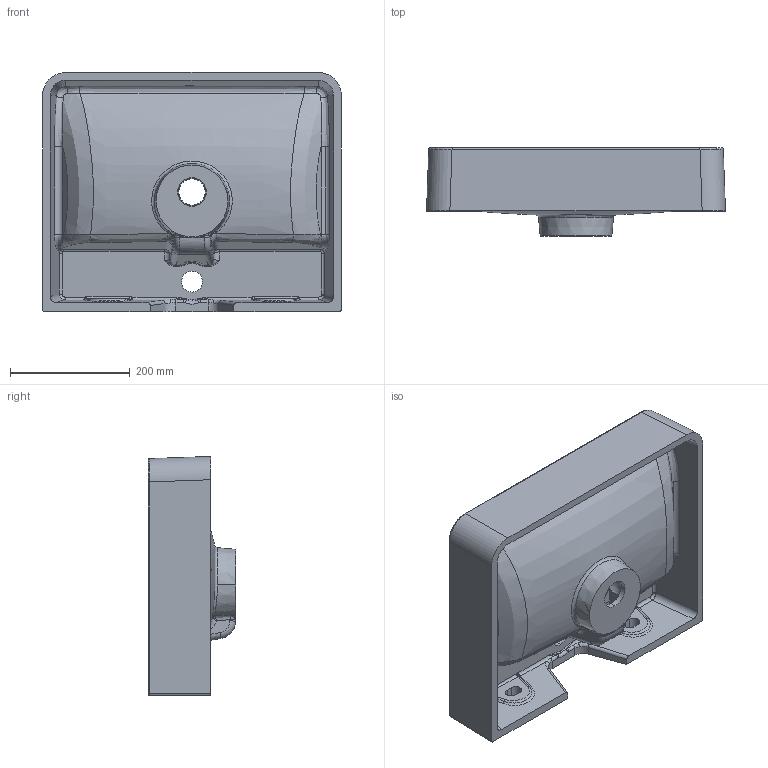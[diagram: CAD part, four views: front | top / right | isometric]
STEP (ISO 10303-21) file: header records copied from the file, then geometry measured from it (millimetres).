
FILE_DESCRIPTION (( 'STEP AP203' ), '1' );
FILE_NAME ('6301210511.STEP', '2020-12-16T22:13:46', ( '' ), ( '' ), 'SwSTEP 2.0', 'SolidWorks 2019', '' );
FILE_SCHEMA (( 'CONFIG_CONTROL_DESIGN' ));
Length unit declared in the file: millimetre
Products named in the file (1): 6301210511
Bounding box: 500 x 147 x 400 mm (x, y, z)
Volume: 6097469 mm3; surface area: 795729.6 mm2
Topology: 1 solids, 1 shells, 252 faces, 625 edges, 361 vertices
Faces by surface type: bspline 132, cylinder 65, plane 43, torus 6, cone 6
Entity records: 20775 total; most frequent: CARTESIAN_POINT 15791, ORIENTED_EDGE 1218, DIRECTION 784, EDGE_CURVE 609, VERTEX_POINT 361, AXIS2_PLACEMENT_3D 309, EDGE_LOOP 264, ADVANCED_FACE 252
